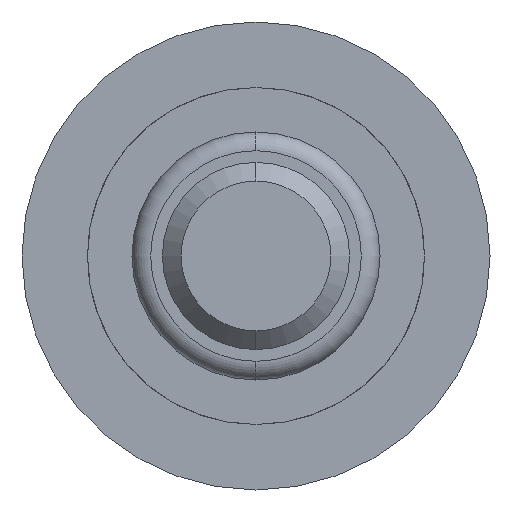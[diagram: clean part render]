
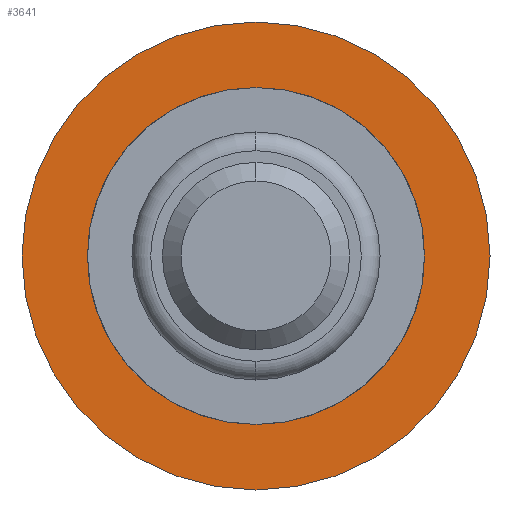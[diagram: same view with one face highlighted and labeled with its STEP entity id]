
A CAD part, front view. The second image highlights one B-rep face of the part: STEP entity #3641.
In plain terms, the highlighted planar face has unit normal (0, -1, 0).
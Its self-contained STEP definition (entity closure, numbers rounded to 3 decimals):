
#101 = VERTEX_POINT ( 'NONE', #3650 ) ;
#283 = CARTESIAN_POINT ( 'NONE',  ( 0., 5.5, 2.5 ) ) ;
#323 = ORIENTED_EDGE ( 'NONE', *, *, #941, .F. ) ;
#379 = AXIS2_PLACEMENT_3D ( 'NONE', #1335, #629, #1305 ) ;
#390 = LINE ( 'NONE', #3407, #3915 ) ;
#472 = DIRECTION ( 'NONE',  ( 0., 1., 0. ) ) ;
#595 = CARTESIAN_POINT ( 'NONE',  ( 0., 5.5, -2.5 ) ) ;
#601 = DIRECTION ( 'NONE',  ( 0., 1., 0. ) ) ;
#629 = DIRECTION ( 'NONE',  ( 0., -1., 0. ) ) ;
#691 = DIRECTION ( 'NONE',  ( 0.839, 0., 0.545 ) ) ;
#829 = DIRECTION ( 'NONE',  ( 0., 0., -1. ) ) ;
#936 = VECTOR ( 'NONE', #691, 1000. ) ;
#941 = EDGE_CURVE ( 'Defeature ausgef�hrt4_32+Defeature ausgef�hrt4_24+Defeature ausgef�hrt4_24+Defeature ausgef�hrt4_24', #2491, #1518, #2908, .T. ) ;
#973 = EDGE_CURVE ( 'Defeature ausgef�hrt4_27+Defeature ausgef�hrt4_24+Defeature ausgef�hrt4_28+Defeature ausgef�hrt4_26', #1789, #2759, #1998, .T. ) ;
#1095 = AXIS2_PLACEMENT_3D ( 'NONE', #2372, #601, #2981 ) ;
#1099 = CARTESIAN_POINT ( 'NONE',  ( 1.655, 5.5, 0. ) ) ;
#1188 = VERTEX_POINT ( 'NONE', #1463 ) ;
#1305 = DIRECTION ( 'NONE',  ( 0., 0., -1. ) ) ;
#1335 = CARTESIAN_POINT ( 'NONE',  ( 0., 5.5, 0. ) ) ;
#1365 = EDGE_CURVE ( 'Defeature ausgef�hrt4_32+Defeature ausgef�hrt4_24+Defeature ausgef�hrt4_24+Defeature ausgef�hrt4_24', #1518, #2491, #2099, .T. ) ;
#1405 = ORIENTED_EDGE ( 'NONE', *, *, #1365, .F. ) ;
#1458 = EDGE_LOOP ( 'NONE', ( #323, #1405 ) ) ;
#1463 = CARTESIAN_POINT ( 'NONE',  ( -1.655, 5.5, 0. ) ) ;
#1518 = VERTEX_POINT ( 'NONE', #283 ) ;
#1728 = FACE_OUTER_BOUND ( 'NONE', #1458, .T. ) ;
#1789 = VERTEX_POINT ( 'NONE', #3970 ) ;
#1858 = ORIENTED_EDGE ( 'NONE', *, *, #4147, .F. ) ;
#1988 = VECTOR ( 'NONE', #2058, 1000. ) ;
#1998 = LINE ( 'NONE', #2760, #936 ) ;
#2030 = EDGE_CURVE ( 'Defeature ausgef�hrt4_26+Defeature ausgef�hrt4_24+Defeature ausgef�hrt4_27+Defeature ausgef�hrt4_25', #2759, #101, #390, .T. ) ;
#2058 = DIRECTION ( 'NONE',  ( 0.839, 0., -0.545 ) ) ;
#2070 = ORIENTED_EDGE ( 'NONE', *, *, #3043, .F. ) ;
#2099 = CIRCLE ( 'NONE', #3427, 2.5 ) ;
#2103 = VECTOR ( 'NONE', #2618, 1000. ) ;
#2372 = CARTESIAN_POINT ( 'NONE',  ( 0., 5.5, 0. ) ) ;
#2491 = VERTEX_POINT ( 'NONE', #595 ) ;
#2618 = DIRECTION ( 'NONE',  ( -0.839, 0., -0.545 ) ) ;
#2759 = VERTEX_POINT ( 'NONE', #1099 ) ;
#2760 = CARTESIAN_POINT ( 'NONE',  ( 1.655, 5.5, 0. ) ) ;
#2867 = CARTESIAN_POINT ( 'NONE',  ( 0., 5.5, 0. ) ) ;
#2908 = CIRCLE ( 'NONE', #1095, 2.5 ) ;
#2981 = DIRECTION ( 'NONE',  ( 0., 0., -1. ) ) ;
#3043 = EDGE_CURVE ( 'Defeature ausgef�hrt4_25+Defeature ausgef�hrt4_24+Defeature ausgef�hrt4_26+Defeature ausgef�hrt4_28', #101, #1188, #3441, .T. ) ;
#3060 = CARTESIAN_POINT ( 'NONE',  ( 0., 5.5, -1.075 ) ) ;
#3167 = LINE ( 'NONE', #3060, #1988 ) ;
#3280 = PLANE ( 'NONE',  #379 ) ;
#3407 = CARTESIAN_POINT ( 'NONE',  ( 0., 5.5, 1.075 ) ) ;
#3427 = AXIS2_PLACEMENT_3D ( 'NONE', #2867, #472, #829 ) ;
#3441 = LINE ( 'NONE', #4358, #2103 ) ;
#3561 = ORIENTED_EDGE ( 'NONE', *, *, #973, .F. ) ;
#3641 = ADVANCED_FACE ( 'Defeature ausgef�hrt4_24', ( #1728, #4140 ), #3280, .T. ) ;
#3650 = CARTESIAN_POINT ( 'NONE',  ( 0., 5.5, 1.075 ) ) ;
#3915 = VECTOR ( 'NONE', #4144, 1000. ) ;
#3970 = CARTESIAN_POINT ( 'NONE',  ( 0., 5.5, -1.075 ) ) ;
#4044 = ORIENTED_EDGE ( 'NONE', *, *, #2030, .F. ) ;
#4109 = EDGE_LOOP ( 'NONE', ( #4044, #3561, #1858, #2070 ) ) ;
#4140 = FACE_BOUND ( 'NONE', #4109, .T. ) ;
#4144 = DIRECTION ( 'NONE',  ( -0.839, 0., 0.545 ) ) ;
#4147 = EDGE_CURVE ( 'Defeature ausgef�hrt4_28+Defeature ausgef�hrt4_24+Defeature ausgef�hrt4_25+Defeature ausgef�hrt4_27', #1188, #1789, #3167, .T. ) ;
#4358 = CARTESIAN_POINT ( 'NONE',  ( -1.655, 5.5, 0. ) ) ;
